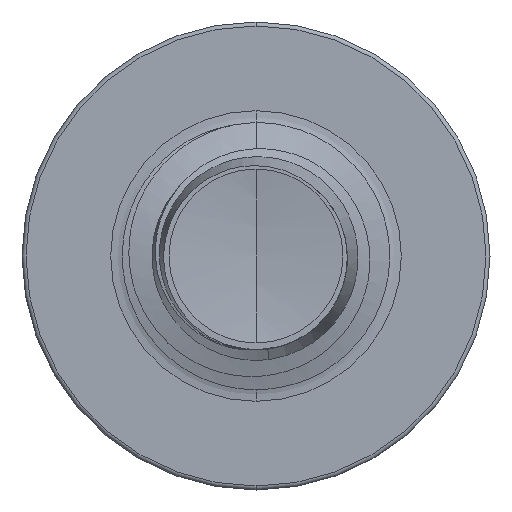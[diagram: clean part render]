
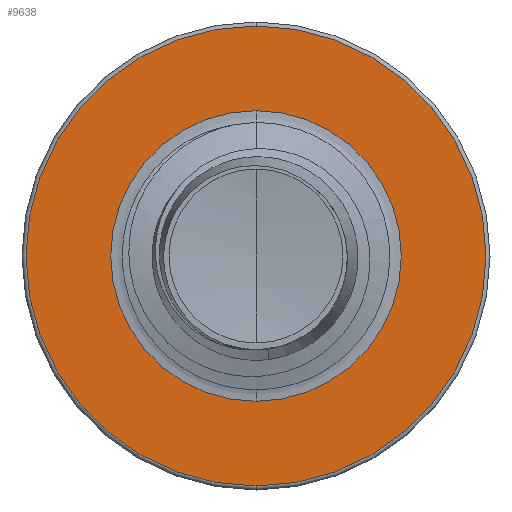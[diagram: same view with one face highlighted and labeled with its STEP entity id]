
A CAD part, front view. The second image highlights one B-rep face of the part: STEP entity #9638.
In plain terms, the highlighted planar face has unit normal (0, -1, 0).
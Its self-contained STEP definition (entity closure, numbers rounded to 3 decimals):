
#100 = AXIS2_PLACEMENT_3D ( 'NONE', #6129, #1068, #6985 ) ;
#179 = VERTEX_POINT ( 'NONE', #3588 ) ;
#598 = EDGE_CURVE ( 'NONE', #179, #7111, #7729, .T. ) ;
#782 = ORIENTED_EDGE ( 'NONE', *, *, #10784, .F. ) ;
#839 = DIRECTION ( 'NONE',  ( 0., 0., 1. ) ) ;
#881 = AXIS2_PLACEMENT_3D ( 'NONE', #9963, #4995, #10750 ) ;
#1068 = DIRECTION ( 'NONE',  ( 0., 1., 0. ) ) ;
#1221 = CARTESIAN_POINT ( 'NONE',  ( 0., 3., 2.174 ) ) ;
#1757 = ORIENTED_EDGE ( 'NONE', *, *, #9114, .T. ) ;
#3017 = CIRCLE ( 'NONE', #100, 2.174 ) ;
#3269 = CIRCLE ( 'NONE', #881, 3.44 ) ;
#3389 = FACE_BOUND ( 'NONE', #7400, .T. ) ;
#3588 = CARTESIAN_POINT ( 'NONE',  ( 0., 3., -3.44 ) ) ;
#3825 = ORIENTED_EDGE ( 'NONE', *, *, #598, .F. ) ;
#4186 = CARTESIAN_POINT ( 'NONE',  ( 0., 3., 0. ) ) ;
#4995 = DIRECTION ( 'NONE',  ( 0., 1., 0. ) ) ;
#5022 = DIRECTION ( 'NONE',  ( 0., 0., 1. ) ) ;
#5868 = CARTESIAN_POINT ( 'NONE',  ( 0., 3., 0. ) ) ;
#5911 = DIRECTION ( 'NONE',  ( 0., 1., 0. ) ) ;
#5955 = CARTESIAN_POINT ( 'NONE',  ( 0., 3., 3.44 ) ) ;
#6129 = CARTESIAN_POINT ( 'NONE',  ( 0., 3., 0. ) ) ;
#6606 = DIRECTION ( 'NONE',  ( 0., 0., 1. ) ) ;
#6621 = DIRECTION ( 'NONE',  ( 0., 1., 0. ) ) ;
#6985 = DIRECTION ( 'NONE',  ( 0., 0., 1. ) ) ;
#7111 = VERTEX_POINT ( 'NONE', #5955 ) ;
#7199 = CIRCLE ( 'NONE', #9895, 2.174 ) ;
#7400 = EDGE_LOOP ( 'NONE', ( #8279, #1757 ) ) ;
#7576 = FACE_OUTER_BOUND ( 'NONE', #8530, .T. ) ;
#7631 = AXIS2_PLACEMENT_3D ( 'NONE', #5868, #6621, #6606 ) ;
#7729 = CIRCLE ( 'NONE', #7631, 3.44 ) ;
#8279 = ORIENTED_EDGE ( 'NONE', *, *, #9001, .T. ) ;
#8369 = CARTESIAN_POINT ( 'NONE',  ( 0., 3., -2.174 ) ) ;
#8432 = CARTESIAN_POINT ( 'NONE',  ( 0., 3., -2.174 ) ) ;
#8530 = EDGE_LOOP ( 'NONE', ( #782, #3825 ) ) ;
#9001 = EDGE_CURVE ( 'NONE', #10390, #9779, #7199, .T. ) ;
#9114 = EDGE_CURVE ( 'NONE', #9779, #10390, #3017, .T. ) ;
#9145 = AXIS2_PLACEMENT_3D ( 'NONE', #8369, #5911, #839 ) ;
#9638 = ADVANCED_FACE ( 'NONE', ( #7576, #3389 ), #10769, .F. ) ;
#9779 = VERTEX_POINT ( 'NONE', #8432 ) ;
#9895 = AXIS2_PLACEMENT_3D ( 'NONE', #4186, #9993, #5022 ) ;
#9963 = CARTESIAN_POINT ( 'NONE',  ( 0., 3., 0. ) ) ;
#9993 = DIRECTION ( 'NONE',  ( 0., 1., 0. ) ) ;
#10390 = VERTEX_POINT ( 'NONE', #1221 ) ;
#10750 = DIRECTION ( 'NONE',  ( 0., 0., 1. ) ) ;
#10769 = PLANE ( 'NONE',  #9145 ) ;
#10784 = EDGE_CURVE ( 'NONE', #7111, #179, #3269, .T. ) ;
